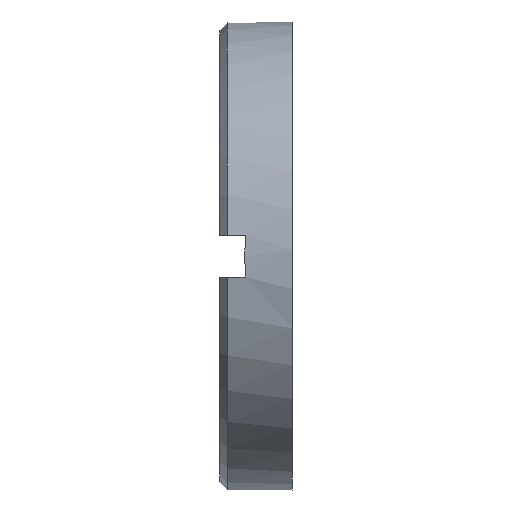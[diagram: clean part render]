
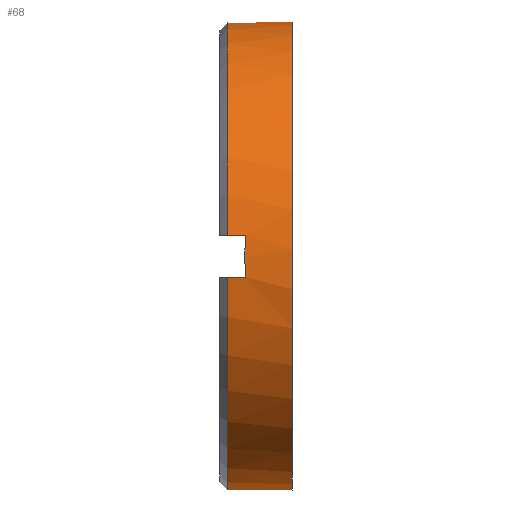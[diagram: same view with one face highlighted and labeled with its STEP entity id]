
A CAD part, front view. The second image highlights one B-rep face of the part: STEP entity #68.
In plain terms, the highlighted cylindrical face has radius 9 mm (diameter 18 mm), a full revolution.
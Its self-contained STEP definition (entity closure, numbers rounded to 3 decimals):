
#50=FACE_BOUND('',#114,.T.);
#51=FACE_BOUND('',#115,.T.);
#68=ADVANCED_FACE('',(#50,#51),#89,.T.);
#89=CYLINDRICAL_SURFACE('',#428,9.);
#114=EDGE_LOOP('',(#198));
#115=EDGE_LOOP('',(#199,#200,#201,#202,#203,#204,#205,#206));
#141=LINE('',#584,#155);
#142=LINE('',#588,#156);
#143=LINE('',#595,#157);
#144=LINE('',#599,#158);
#155=VECTOR('',#475,1.);
#156=VECTOR('',#478,1.);
#157=VECTOR('',#479,1.);
#158=VECTOR('',#482,1.);
#167=B_SPLINE_CURVE_WITH_KNOTS('',3,(#578,#579,#580,#581),.UNSPECIFIED.,
 .F.,.F.,(4,4),(0.,1.),.UNSPECIFIED.);
#168=B_SPLINE_CURVE_WITH_KNOTS('',3,(#590,#591,#592,#593),.UNSPECIFIED.,
 .F.,.F.,(4,4),(0.,1.),.UNSPECIFIED.);
#198=ORIENTED_EDGE('',*,*,#351,.T.);
#199=ORIENTED_EDGE('',*,*,#352,.F.);
#200=ORIENTED_EDGE('',*,*,#353,.T.);
#201=ORIENTED_EDGE('',*,*,#354,.T.);
#202=ORIENTED_EDGE('',*,*,#355,.T.);
#203=ORIENTED_EDGE('',*,*,#356,.F.);
#204=ORIENTED_EDGE('',*,*,#357,.F.);
#205=ORIENTED_EDGE('',*,*,#358,.T.);
#206=ORIENTED_EDGE('',*,*,#359,.F.);
#312=VERTEX_POINT('',#577);
#313=VERTEX_POINT('',#582);
#314=VERTEX_POINT('',#583);
#315=VERTEX_POINT('',#585);
#316=VERTEX_POINT('',#587);
#317=VERTEX_POINT('',#589);
#318=VERTEX_POINT('',#594);
#319=VERTEX_POINT('',#596);
#320=VERTEX_POINT('',#598);
#351=EDGE_CURVE('',#312,#312,#404,.T.);
#352=EDGE_CURVE('',#313,#314,#167,.T.);
#353=EDGE_CURVE('',#313,#315,#141,.T.);
#354=EDGE_CURVE('',#315,#316,#405,.T.);
#355=EDGE_CURVE('',#316,#317,#142,.T.);
#356=EDGE_CURVE('',#318,#317,#168,.T.);
#357=EDGE_CURVE('',#319,#318,#143,.T.);
#358=EDGE_CURVE('',#319,#320,#406,.T.);
#359=EDGE_CURVE('',#314,#320,#144,.T.);
#404=CIRCLE('',#425,9.);
#405=CIRCLE('',#426,9.);
#406=CIRCLE('',#427,9.);
#425=AXIS2_PLACEMENT_3D('',#576,#473,#474);
#426=AXIS2_PLACEMENT_3D('',#586,#476,#477);
#427=AXIS2_PLACEMENT_3D('',#597,#480,#481);
#428=AXIS2_PLACEMENT_3D('',#600,#483,#484);
#473=DIRECTION('',(-1.,0.,0.));
#474=DIRECTION('',(0.,0.,1.));
#475=DIRECTION('',(-1.,0.,0.));
#476=DIRECTION('',(1.,0.,0.));
#477=DIRECTION('',(0.,0.,1.));
#478=DIRECTION('',(1.,0.,0.));
#479=DIRECTION('',(1.,0.,0.));
#480=DIRECTION('',(1.,0.,0.));
#481=DIRECTION('',(0.,0.,1.));
#482=DIRECTION('',(-1.,0.,0.));
#483=DIRECTION('',(1.,0.,0.));
#484=DIRECTION('',(0.,0.,-1.));
#576=CARTESIAN_POINT('',(2.8,0.,0.));
#577=CARTESIAN_POINT('',(2.8,0.,9.));
#578=CARTESIAN_POINT('',(0.983,-8.964,-0.8));
#579=CARTESIAN_POINT('',(0.972,-9.012,-0.269));
#580=CARTESIAN_POINT('',(0.972,-9.012,0.269));
#581=CARTESIAN_POINT('',(0.983,-8.964,0.8));
#582=CARTESIAN_POINT('',(0.983,-8.964,-0.8));
#583=CARTESIAN_POINT('',(0.983,-8.964,0.8));
#584=CARTESIAN_POINT('',(0.,-8.964,-0.8));
#585=CARTESIAN_POINT('',(0.3,-8.964,-0.8));
#586=CARTESIAN_POINT('',(0.3,0.,0.));
#587=CARTESIAN_POINT('',(0.3,8.964,-0.8));
#588=CARTESIAN_POINT('',(0.,8.964,-0.8));
#589=CARTESIAN_POINT('',(0.983,8.964,-0.8));
#590=CARTESIAN_POINT('',(0.983,8.964,0.8));
#591=CARTESIAN_POINT('',(0.972,9.012,0.269));
#592=CARTESIAN_POINT('',(0.972,9.012,-0.269));
#593=CARTESIAN_POINT('',(0.983,8.964,-0.8));
#594=CARTESIAN_POINT('',(0.983,8.964,0.8));
#595=CARTESIAN_POINT('',(0.,8.964,0.8));
#596=CARTESIAN_POINT('',(0.3,8.964,0.8));
#597=CARTESIAN_POINT('',(0.3,0.,0.));
#598=CARTESIAN_POINT('',(0.3,-8.964,0.8));
#599=CARTESIAN_POINT('',(0.,-8.964,0.8));
#600=CARTESIAN_POINT('',(0.,0.,0.));
